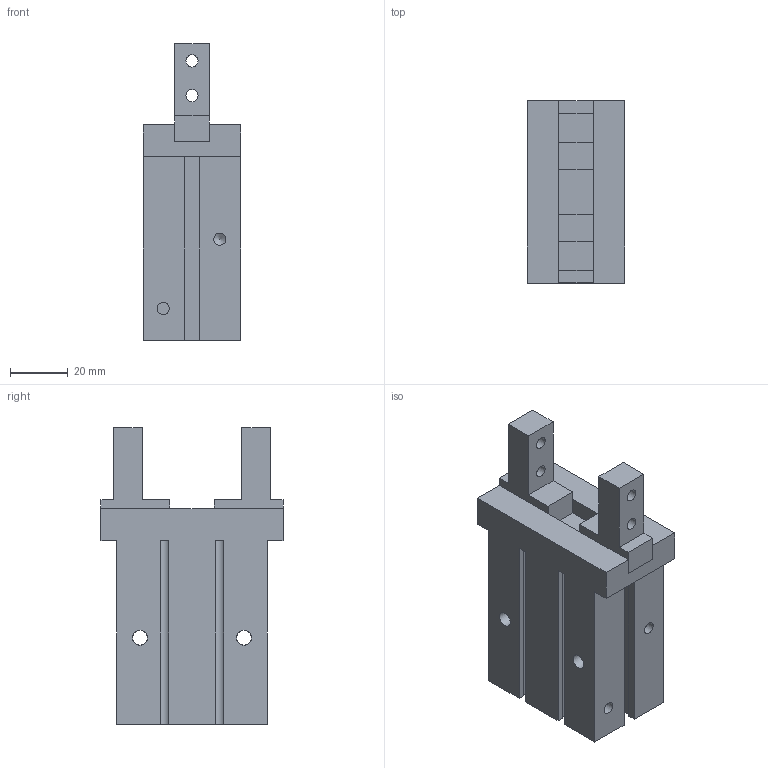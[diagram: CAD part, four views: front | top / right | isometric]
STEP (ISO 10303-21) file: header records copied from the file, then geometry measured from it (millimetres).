
FILE_DESCRIPTION(('STEP AP214'),'1');
FILE_NAME('CA.09.05.012.stp','2018-01-09T10:47:52',(' '),(' '),'Spatial InterOp 3D',' ',' ');
FILE_SCHEMA(('AUTOMOTIVE_DESIGN { 1 0 10303 214 1 1 1 1 }'));
Length unit declared in the file: millimetre
Products named in the file (3): MHZ2-25D.step_mhz2-prong_25; MHZ2-25D.step_MHZ2-Body_25
Assembly tree (3 placements, depth 2):
  (unnamed)
    MHZ2-25D.step_mhz2-prong_25  x2
    MHZ2-25D.step_MHZ2-Body_25
Bounding box: 33.6 x 63 x 102.7 mm (x, y, z)
Volume: 123125.9 mm3; surface area: 30779.8 mm2
Topology: 3 solids, 3 shells, 96 faces, 254 edges, 174 vertices
Faces by surface type: plane 72, cylinder 23, cone 1
Full cylindrical faces by diameter (mm): 4.2 x6, 5.1 x4, 5.2 x8, 26 x1
Entity records: 3160 total; most frequent: CARTESIAN_POINT 417, DIRECTION 408, ORIENTED_EDGE 380, EDGE_CURVE 190, LINE 148, VECTOR 148, VERTEX_POINT 139, AXIS2_PLACEMENT_3D 130
